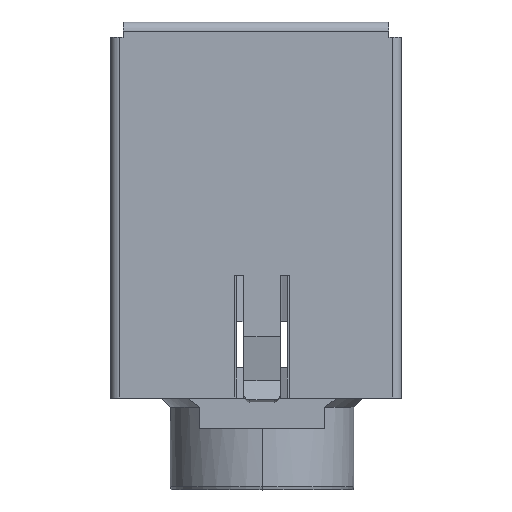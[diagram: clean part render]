
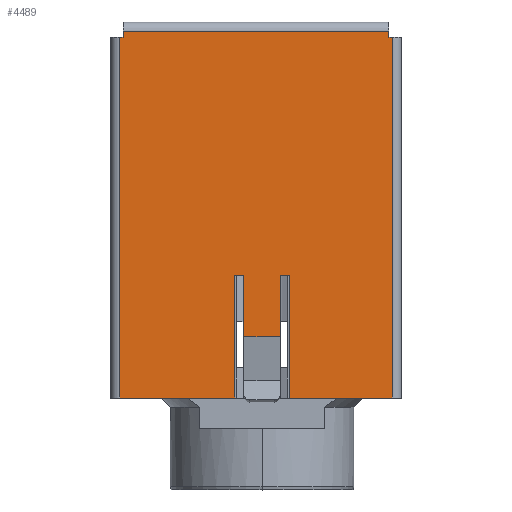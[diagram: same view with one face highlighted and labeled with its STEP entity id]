
A CAD part, top view. The second image highlights one B-rep face of the part: STEP entity #4489.
In plain terms, the highlighted planar face has unit normal (0, 0, 1).
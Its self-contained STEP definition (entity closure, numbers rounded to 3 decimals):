
#19 = VERTEX_POINT ( 'NONE', #9273 ) ;
#54 = CARTESIAN_POINT ( 'NONE',  ( -0.4, -2.65, 0. ) ) ;
#123 = LINE ( 'NONE', #6327, #1580 ) ;
#190 = ORIENTED_EDGE ( 'NONE', *, *, #522, .F. ) ;
#196 = DIRECTION ( 'NONE',  ( -1., 0., 0. ) ) ;
#316 = LINE ( 'NONE', #3262, #4524 ) ;
#436 = VECTOR ( 'NONE', #3615, 1000. ) ;
#477 = CARTESIAN_POINT ( 'NONE',  ( -0.4, -0.65, 0. ) ) ;
#522 = EDGE_CURVE ( 'NONE', #2239, #7910, #9521, .T. ) ;
#526 = VERTEX_POINT ( 'NONE', #952 ) ;
#528 = LINE ( 'NONE', #5823, #436 ) ;
#651 = EDGE_CURVE ( 'NONE', #5150, #4032, #528, .T. ) ;
#686 = ORIENTED_EDGE ( 'NONE', *, *, #8512, .F. ) ;
#730 = DIRECTION ( 'NONE',  ( 0., 1., 0. ) ) ;
#752 = VERTEX_POINT ( 'NONE', #4222 ) ;
#863 = CARTESIAN_POINT ( 'NONE',  ( -4.45, 7.15, 0. ) ) ;
#952 = CARTESIAN_POINT ( 'NONE',  ( -0.7, -4.65, 0. ) ) ;
#990 = DIRECTION ( 'NONE',  ( 1., 0., 0. ) ) ;
#1162 = EDGE_CURVE ( 'NONE', #4729, #7247, #6187, .T. ) ;
#1182 = CARTESIAN_POINT ( 'NONE',  ( -0.4, -0.65, 0. ) ) ;
#1216 = CARTESIAN_POINT ( 'NONE',  ( 4.45, -4.65, 0. ) ) ;
#1220 = LINE ( 'NONE', #4301, #8988 ) ;
#1318 = PLANE ( 'NONE',  #9454 ) ;
#1499 = CARTESIAN_POINT ( 'NONE',  ( 4.45, 7.35, 0. ) ) ;
#1513 = DIRECTION ( 'NONE',  ( 1., 0., 0. ) ) ;
#1580 = VECTOR ( 'NONE', #730, 1000. ) ;
#1609 = ORIENTED_EDGE ( 'NONE', *, *, #9541, .F. ) ;
#1619 = CARTESIAN_POINT ( 'NONE',  ( 0., 1.5, 0. ) ) ;
#1646 = DIRECTION ( 'NONE',  ( 1., 0., 0. ) ) ;
#1823 = DIRECTION ( 'NONE',  ( 0., -1., 0. ) ) ;
#1876 = CARTESIAN_POINT ( 'NONE',  ( 4.45, -4.65, 0. ) ) ;
#1928 = VECTOR ( 'NONE', #2825, 1000. ) ;
#2153 = EDGE_CURVE ( 'NONE', #5024, #19, #5751, .T. ) ;
#2239 = VERTEX_POINT ( 'NONE', #4364 ) ;
#2499 = VECTOR ( 'NONE', #4663, 1000. ) ;
#2546 = ORIENTED_EDGE ( 'NONE', *, *, #8900, .F. ) ;
#2657 = CARTESIAN_POINT ( 'NONE',  ( 4.35, 7.15, 0. ) ) ;
#2669 = LINE ( 'NONE', #6395, #8692 ) ;
#2675 = EDGE_LOOP ( 'NONE', ( #9985, #6590, #8573, #4591, #1609, #686, #4575, #8883, #4816, #4514, #9931, #7745, #7126, #2546, #190, #9968 ) ) ;
#2825 = DIRECTION ( 'NONE',  ( 1., 0., 0. ) ) ;
#2949 = EDGE_CURVE ( 'NONE', #752, #3143, #6615, .T. ) ;
#3004 = EDGE_CURVE ( 'NONE', #7154, #5481, #7226, .T. ) ;
#3047 = LINE ( 'NONE', #54, #8566 ) ;
#3143 = VERTEX_POINT ( 'NONE', #3910 ) ;
#3213 = EDGE_CURVE ( 'NONE', #19, #4664, #3047, .T. ) ;
#3262 = CARTESIAN_POINT ( 'NONE',  ( -0.7, -4.65, 0. ) ) ;
#3275 = DIRECTION ( 'NONE',  ( -1., 0., 0. ) ) ;
#3325 = VECTOR ( 'NONE', #196, 1000. ) ;
#3369 = DIRECTION ( 'NONE',  ( 1., 0., 0. ) ) ;
#3389 = VECTOR ( 'NONE', #8179, 1000. ) ;
#3415 = DIRECTION ( 'NONE',  ( 0., -1., 0. ) ) ;
#3505 = DIRECTION ( 'NONE',  ( 0., -1., 0. ) ) ;
#3542 = DIRECTION ( 'NONE',  ( 0., -1., 0. ) ) ;
#3615 = DIRECTION ( 'NONE',  ( 0., -1., 0. ) ) ;
#3910 = CARTESIAN_POINT ( 'NONE',  ( 0.8, -0.65, 0. ) ) ;
#4032 = VERTEX_POINT ( 'NONE', #4476 ) ;
#4063 = LINE ( 'NONE', #9455, #9350 ) ;
#4222 = CARTESIAN_POINT ( 'NONE',  ( 1.1, -0.65, 0. ) ) ;
#4271 = CARTESIAN_POINT ( 'NONE',  ( 1.1, -0.65, 0. ) ) ;
#4301 = CARTESIAN_POINT ( 'NONE',  ( 0.8, -0.65, 0. ) ) ;
#4364 = CARTESIAN_POINT ( 'NONE',  ( 4.35, 7.35, 0. ) ) ;
#4476 = CARTESIAN_POINT ( 'NONE',  ( -4.35, 7.15, 0. ) ) ;
#4489 = ADVANCED_FACE ( 'NONE', ( #6742 ), #1318, .T. ) ;
#4506 = VECTOR ( 'NONE', #3275, 1000. ) ;
#4514 = ORIENTED_EDGE ( 'NONE', *, *, #2949, .F. ) ;
#4524 = VECTOR ( 'NONE', #3415, 1000. ) ;
#4548 = VERTEX_POINT ( 'NONE', #8396 ) ;
#4575 = ORIENTED_EDGE ( 'NONE', *, *, #2153, .T. ) ;
#4591 = ORIENTED_EDGE ( 'NONE', *, *, #9537, .T. ) ;
#4663 = DIRECTION ( 'NONE',  ( 0., -1., 0. ) ) ;
#4664 = VERTEX_POINT ( 'NONE', #6535 ) ;
#4729 = VERTEX_POINT ( 'NONE', #863 ) ;
#4816 = ORIENTED_EDGE ( 'NONE', *, *, #7408, .F. ) ;
#4957 = CARTESIAN_POINT ( 'NONE',  ( 4.35, 7.65, 0. ) ) ;
#5024 = VERTEX_POINT ( 'NONE', #477 ) ;
#5150 = VERTEX_POINT ( 'NONE', #9901 ) ;
#5481 = VERTEX_POINT ( 'NONE', #1876 ) ;
#5561 = EDGE_CURVE ( 'NONE', #5481, #6825, #7572, .T. ) ;
#5679 = VECTOR ( 'NONE', #3505, 1000. ) ;
#5751 = LINE ( 'NONE', #1182, #5679 ) ;
#5823 = CARTESIAN_POINT ( 'NONE',  ( -4.35, 7.65, 0. ) ) ;
#5948 = VECTOR ( 'NONE', #1823, 1000. ) ;
#6187 = LINE ( 'NONE', #9241, #2499 ) ;
#6327 = CARTESIAN_POINT ( 'NONE',  ( 1.1, -4.65, 0. ) ) ;
#6395 = CARTESIAN_POINT ( 'NONE',  ( -4.35, 7.15, 0. ) ) ;
#6407 = CARTESIAN_POINT ( 'NONE',  ( -4.45, -4.65, 0. ) ) ;
#6535 = CARTESIAN_POINT ( 'NONE',  ( 0.8, -2.65, 0. ) ) ;
#6590 = ORIENTED_EDGE ( 'NONE', *, *, #7594, .T. ) ;
#6615 = LINE ( 'NONE', #4271, #3389 ) ;
#6616 = CARTESIAN_POINT ( 'NONE',  ( 1.1, -4.65, 0. ) ) ;
#6742 = FACE_OUTER_BOUND ( 'NONE', #2675, .T. ) ;
#6825 = VERTEX_POINT ( 'NONE', #8391 ) ;
#6928 = LINE ( 'NONE', #1499, #4506 ) ;
#7126 = ORIENTED_EDGE ( 'NONE', *, *, #5561, .T. ) ;
#7154 = VERTEX_POINT ( 'NONE', #6616 ) ;
#7226 = LINE ( 'NONE', #8025, #7431 ) ;
#7247 = VERTEX_POINT ( 'NONE', #6407 ) ;
#7408 = EDGE_CURVE ( 'NONE', #3143, #4664, #1220, .T. ) ;
#7431 = VECTOR ( 'NONE', #3369, 1000. ) ;
#7572 = LINE ( 'NONE', #1216, #7986 ) ;
#7594 = EDGE_CURVE ( 'NONE', #4032, #4729, #2669, .T. ) ;
#7628 = LINE ( 'NONE', #9726, #1928 ) ;
#7745 = ORIENTED_EDGE ( 'NONE', *, *, #3004, .T. ) ;
#7784 = EDGE_CURVE ( 'NONE', #7154, #752, #123, .T. ) ;
#7906 = LINE ( 'NONE', #8608, #3325 ) ;
#7910 = VERTEX_POINT ( 'NONE', #2657 ) ;
#7986 = VECTOR ( 'NONE', #8340, 1000. ) ;
#8025 = CARTESIAN_POINT ( 'NONE',  ( -4.75, -4.65, 0. ) ) ;
#8179 = DIRECTION ( 'NONE',  ( -1., 0., 0. ) ) ;
#8340 = DIRECTION ( 'NONE',  ( 0., 1., 0. ) ) ;
#8391 = CARTESIAN_POINT ( 'NONE',  ( 4.45, 7.15, 0. ) ) ;
#8396 = CARTESIAN_POINT ( 'NONE',  ( -0.7, -0.65, 0. ) ) ;
#8512 = EDGE_CURVE ( 'NONE', #5024, #4548, #7906, .T. ) ;
#8543 = DIRECTION ( 'NONE',  ( 0., 0., 1. ) ) ;
#8566 = VECTOR ( 'NONE', #1646, 1000. ) ;
#8573 = ORIENTED_EDGE ( 'NONE', *, *, #1162, .T. ) ;
#8608 = CARTESIAN_POINT ( 'NONE',  ( 1.1, -0.65, 0. ) ) ;
#8692 = VECTOR ( 'NONE', #9474, 1000. ) ;
#8883 = ORIENTED_EDGE ( 'NONE', *, *, #3213, .T. ) ;
#8900 = EDGE_CURVE ( 'NONE', #7910, #6825, #7628, .T. ) ;
#8988 = VECTOR ( 'NONE', #3542, 1000. ) ;
#9241 = CARTESIAN_POINT ( 'NONE',  ( -4.45, 7.65, 0. ) ) ;
#9273 = CARTESIAN_POINT ( 'NONE',  ( -0.4, -2.65, 0. ) ) ;
#9304 = EDGE_CURVE ( 'NONE', #2239, #5150, #6928, .T. ) ;
#9350 = VECTOR ( 'NONE', #990, 1000. ) ;
#9454 = AXIS2_PLACEMENT_3D ( 'NONE', #1619, #8543, #1513 ) ;
#9455 = CARTESIAN_POINT ( 'NONE',  ( -4.75, -4.65, 0. ) ) ;
#9474 = DIRECTION ( 'NONE',  ( -1., 0., 0. ) ) ;
#9521 = LINE ( 'NONE', #4957, #5948 ) ;
#9537 = EDGE_CURVE ( 'NONE', #7247, #526, #4063, .T. ) ;
#9541 = EDGE_CURVE ( 'NONE', #4548, #526, #316, .T. ) ;
#9726 = CARTESIAN_POINT ( 'NONE',  ( 4.35, 7.15, 0. ) ) ;
#9901 = CARTESIAN_POINT ( 'NONE',  ( -4.35, 7.35, 0. ) ) ;
#9931 = ORIENTED_EDGE ( 'NONE', *, *, #7784, .F. ) ;
#9968 = ORIENTED_EDGE ( 'NONE', *, *, #9304, .T. ) ;
#9985 = ORIENTED_EDGE ( 'NONE', *, *, #651, .T. ) ;
